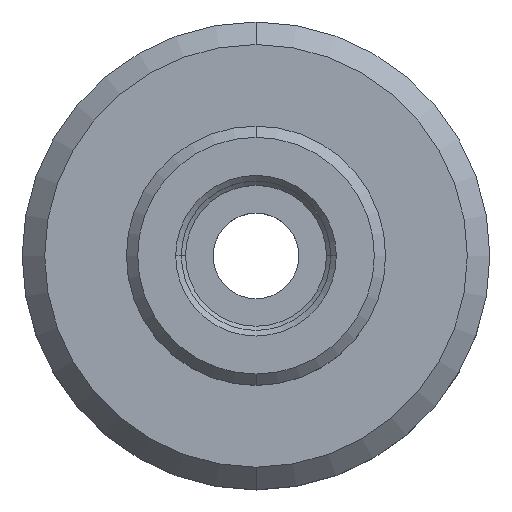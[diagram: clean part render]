
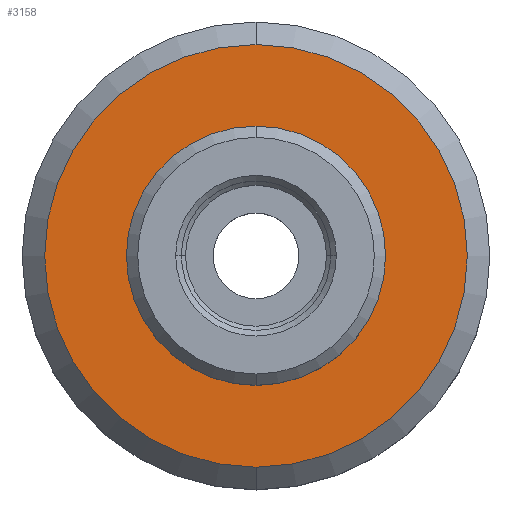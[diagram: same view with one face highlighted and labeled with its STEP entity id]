
A CAD part, top view. The second image highlights one B-rep face of the part: STEP entity #3158.
In plain terms, the highlighted planar face has unit normal (0, 0, 1).
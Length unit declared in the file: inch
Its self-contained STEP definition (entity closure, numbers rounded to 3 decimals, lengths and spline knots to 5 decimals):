
#73 = CARTESIAN_POINT ( 'NONE',  ( -2.53177, 1.07462, 0.85716 ) ) ;
#79 = CARTESIAN_POINT ( 'NONE',  ( -2.53177, 0.61462, 0.85716 ) ) ;
#82 = CARTESIAN_POINT ( 'NONE',  ( -2.53177, 1.21962, 0.85716 ) ) ;
#788 = CARTESIAN_POINT ( 'NONE',  ( -2.53177, 0.46962, 0.85716 ) ) ;
#791 = CARTESIAN_POINT ( 'NONE',  ( -2.53177, 0.84462, 0.85716 ) ) ;
#835 = DIRECTION ( 'NONE',  ( 0., -1., 0. ) ) ;
#842 = DIRECTION ( 'NONE',  ( 0., 0., 1. ) ) ;
#870 = EDGE_CURVE ( 'NONE', #4232, #4224, #1867, .T. ) ;
#879 = EDGE_CURVE ( 'NONE', #1906, #4235, #7259, .T. ) ;
#1038 = EDGE_CURVE ( 'NONE', #4235, #1906, #7493, .T. ) ;
#1045 = EDGE_CURVE ( 'NONE', #4224, #4232, #7504, .T. ) ;
#1217 = AXIS2_PLACEMENT_3D ( 'NONE', #7100, #7103, #7102 ) ;
#1220 = AXIS2_PLACEMENT_3D ( 'NONE', #7223, #7224, #7225 ) ;
#1867 = CIRCLE ( 'NONE', #4483, 0.23 ) ;
#1906 = VERTEX_POINT ( 'NONE', #788 ) ;
#2429 = EDGE_LOOP ( 'NONE', ( #3615, #3553 ) ) ;
#3158 = ADVANCED_FACE ( 'NONE', ( #9616, #9617 ), #9285, .F. ) ;
#3428 = ORIENTED_EDGE ( 'NONE', *, *, #870, .F. ) ;
#3488 = ORIENTED_EDGE ( 'NONE', *, *, #1045, .F. ) ;
#3553 = ORIENTED_EDGE ( 'NONE', *, *, #879, .T. ) ;
#3615 = ORIENTED_EDGE ( 'NONE', *, *, #1038, .T. ) ;
#4224 = VERTEX_POINT ( 'NONE', #73 ) ;
#4232 = VERTEX_POINT ( 'NONE', #79 ) ;
#4235 = VERTEX_POINT ( 'NONE', #82 ) ;
#4483 = AXIS2_PLACEMENT_3D ( 'NONE', #791, #842, #835 ) ;
#4485 = AXIS2_PLACEMENT_3D ( 'NONE', #8723, #8824, #8993 ) ;
#5284 = AXIS2_PLACEMENT_3D ( 'NONE', #9293, #9294, #9295 ) ;
#5598 = EDGE_LOOP ( 'NONE', ( #3428, #3488 ) ) ;
#7100 = CARTESIAN_POINT ( 'NONE',  ( -2.53177, 0.84462, 0.85716 ) ) ;
#7102 = DIRECTION ( 'NONE',  ( 0., -1., 0. ) ) ;
#7103 = DIRECTION ( 'NONE',  ( 0., 0., 1. ) ) ;
#7223 = CARTESIAN_POINT ( 'NONE',  ( -2.53177, 0.84462, 0.85716 ) ) ;
#7224 = DIRECTION ( 'NONE',  ( 0., 0., 1. ) ) ;
#7225 = DIRECTION ( 'NONE',  ( 0., -1., 0. ) ) ;
#7259 = CIRCLE ( 'NONE', #4485, 0.375 ) ;
#7493 = CIRCLE ( 'NONE', #1217, 0.375 ) ;
#7504 = CIRCLE ( 'NONE', #1220, 0.23 ) ;
#8723 = CARTESIAN_POINT ( 'NONE',  ( -2.53177, 0.84462, 0.85716 ) ) ;
#8824 = DIRECTION ( 'NONE',  ( 0., 0., 1. ) ) ;
#8993 = DIRECTION ( 'NONE',  ( 0., -1., 0. ) ) ;
#9285 = PLANE ( 'NONE',  #5284 ) ;
#9293 = CARTESIAN_POINT ( 'NONE',  ( -2.53177, 1.21962, 0.85716 ) ) ;
#9294 = DIRECTION ( 'NONE',  ( 0., 0., -1. ) ) ;
#9295 = DIRECTION ( 'NONE',  ( 0., 1., 0. ) ) ;
#9616 = FACE_BOUND ( 'NONE', #5598, .T. ) ;
#9617 = FACE_OUTER_BOUND ( 'NONE', #2429, .T. ) ;
